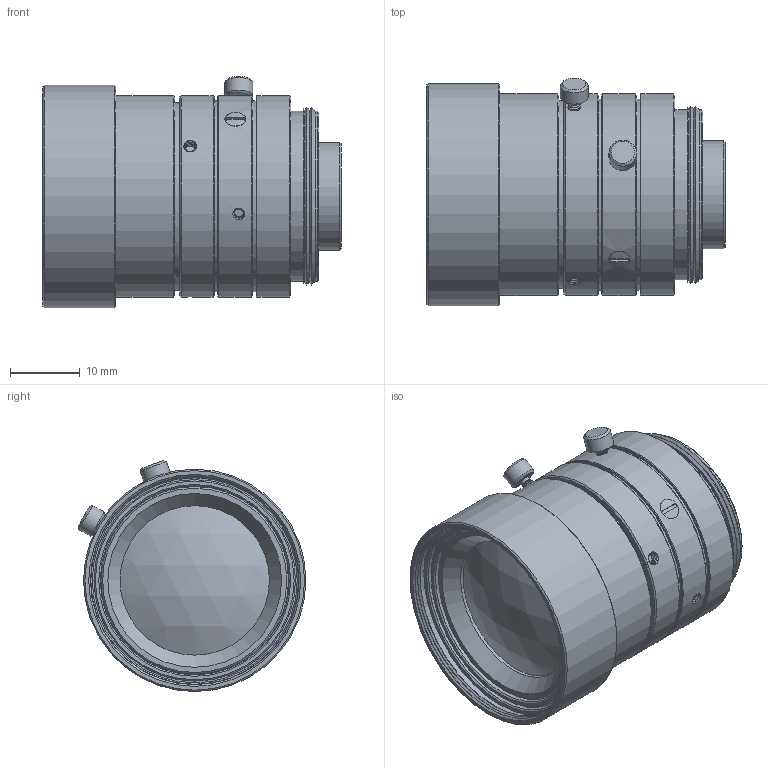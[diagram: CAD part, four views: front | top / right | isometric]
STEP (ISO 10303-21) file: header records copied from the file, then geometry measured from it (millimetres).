
FILE_DESCRIPTION(/* description */ (''),/* implementation_level */ '2;1');
FILE_NAME(/* name */ 'SASF-C-HD-F8-M30_3D-CAD.stp',/* time_stamp */ '2021-10-07T11:18:54-04:00',/* author */ ('us0alz'),/* organization */ (''),/* preprocessor_version */ 'ST-DEVELOPER v17',/* originating_system */ 'Autodesk Inventor 2019',/* authorisation */ '');
FILE_SCHEMA (('AUTOMOTIVE_DESIGN { 1 0 10303 214 3 1 1 }'));
Length unit declared in the file: millimetre
Products named in the file (1): SASF-C-HD-F8-M30_3D-CAD
Bounding box: 42.92 x 32.78 x 33.26 mm (x, y, z)
Volume: 23400.4 mm3; surface area: 10004.7 mm2
Topology: 1 solids, 6 shells, 241 faces, 639 edges, 444 vertices
Faces by surface type: cone 124, cylinder 58, plane 55, sphere 4
Full cylindrical faces by diameter (mm): 1.3 x2, 1.5 x4, 2 x4, 4 x2, 10 x1, 10.6 x1, 13 x1, 14.5 x1, 15.5 x1, 19.5 x1, 21.5 x1, 22.5 x1, 23.7 x1, 24.5 x2, 26.2 x1, 27 x1, 27.2 x1, 27.5 x3, 28 x2, 29 x5, 29.5 x1, 31 x1, 32 x1
Entity records: 8266 total; most frequent: CARTESIAN_POINT 1778, DIRECTION 1510, ORIENTED_EDGE 1278, AXIS2_PLACEMENT_3D 652, EDGE_CURVE 639, VERTEX_POINT 444, CIRCLE 410, EDGE_LOOP 289
